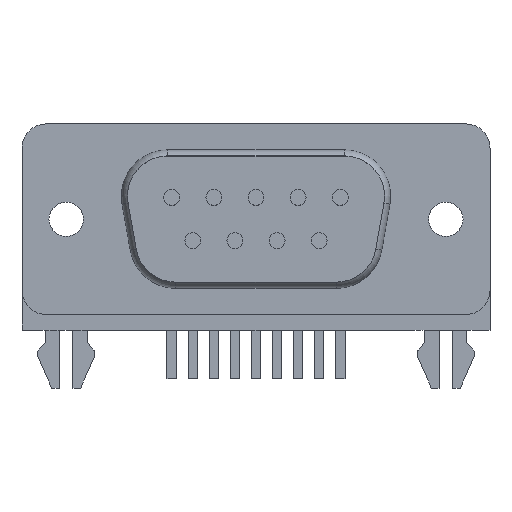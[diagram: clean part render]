
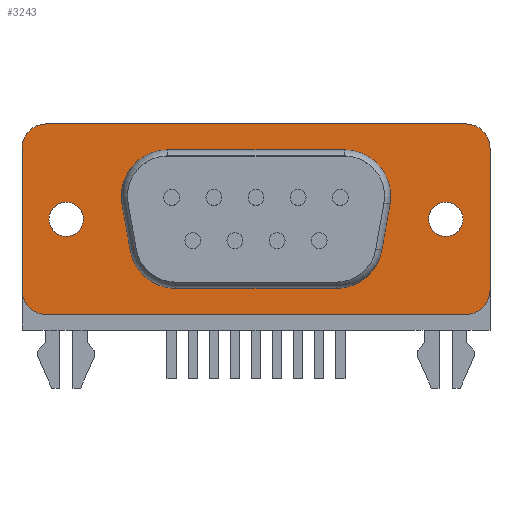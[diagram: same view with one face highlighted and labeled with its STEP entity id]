
A CAD part, top view. The second image highlights one B-rep face of the part: STEP entity #3243.
In plain terms, the highlighted planar face has unit normal (0, 0, 1).
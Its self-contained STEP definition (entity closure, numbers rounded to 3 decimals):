
#165=CARTESIAN_POINT('',(-5.818,1.513,-6.1));
#166=DIRECTION('',(0.,0.,1.));
#167=DIRECTION('',(0.,1.,0.));
#168=AXIS2_PLACEMENT_3D('',#165,#166,#167);
#178=DIRECTION('',(0.174,-0.985,0.));
#179=VECTOR('',#178,3.073);
#180=CARTESIAN_POINT('',(-8.814,0.985,-6.1));
#181=LINE('',#180,#179);
#201=CARTESIAN_POINT('',(-5.285,-1.513,-6.1));
#202=DIRECTION('',(0.,0.,1.));
#203=DIRECTION('',(-0.985,-0.174,0.));
#204=AXIS2_PLACEMENT_3D('',#201,#202,#203);
#214=DIRECTION('',(1.,0.,0.));
#215=VECTOR('',#214,10.569);
#216=CARTESIAN_POINT('',(-5.285,-4.555,-6.1));
#217=LINE('',#216,#215);
#305=DIRECTION('',(-1.,0.,0.));
#306=VECTOR('',#305,11.637);
#307=CARTESIAN_POINT('',(5.818,4.555,-6.1));
#308=LINE('',#307,#306);
#313=CARTESIAN_POINT('',(13.8,4.675,-6.1));
#314=DIRECTION('',(0.,0.,-1.));
#315=DIRECTION('',(0.,1.,0.));
#316=AXIS2_PLACEMENT_3D('',#313,#314,#315);
#318=DIRECTION('',(0.,-1.,0.));
#319=VECTOR('',#318,9.35);
#320=CARTESIAN_POINT('',(15.4,4.675,-6.1));
#321=LINE('',#320,#319);
#322=CARTESIAN_POINT('',(13.8,-4.675,-6.1));
#323=DIRECTION('',(0.,0.,-1.));
#324=DIRECTION('',(1.,0.,0.));
#325=AXIS2_PLACEMENT_3D('',#322,#323,#324);
#327=DIRECTION('',(-1.,0.,0.));
#328=VECTOR('',#327,27.6);
#329=CARTESIAN_POINT('',(13.8,-6.275,-6.1));
#330=LINE('',#329,#328);
#331=CARTESIAN_POINT('',(-13.8,-4.675,-6.1));
#332=DIRECTION('',(0.,0.,-1.));
#333=DIRECTION('',(0.,-1.,0.));
#334=AXIS2_PLACEMENT_3D('',#331,#332,#333);
#336=DIRECTION('',(0.,1.,0.));
#337=VECTOR('',#336,9.35);
#338=CARTESIAN_POINT('',(-15.4,-4.675,-6.1));
#339=LINE('',#338,#337);
#340=CARTESIAN_POINT('',(-13.8,4.675,-6.1));
#341=DIRECTION('',(0.,0.,-1.));
#342=DIRECTION('',(-1.,0.,0.));
#343=AXIS2_PLACEMENT_3D('',#340,#341,#342);
#345=DIRECTION('',(1.,0.,0.));
#346=VECTOR('',#345,27.6);
#347=CARTESIAN_POINT('',(-13.8,6.275,-6.1));
#348=LINE('',#347,#346);
#439=CARTESIAN_POINT('',(12.495,0.,-6.1));
#440=DIRECTION('',(0.,0.,1.));
#441=DIRECTION('',(1.,0.,0.));
#442=AXIS2_PLACEMENT_3D('',#439,#440,#441);
#444=CARTESIAN_POINT('',(12.495,0.,-6.1));
#445=DIRECTION('',(0.,0.,1.));
#446=DIRECTION('',(-1.,0.,0.));
#447=AXIS2_PLACEMENT_3D('',#444,#445,#446);
#449=CARTESIAN_POINT('',(-12.495,0.,-6.1));
#450=DIRECTION('',(0.,0.,1.));
#451=DIRECTION('',(1.,0.,0.));
#452=AXIS2_PLACEMENT_3D('',#449,#450,#451);
#454=CARTESIAN_POINT('',(-12.495,0.,-6.1));
#455=DIRECTION('',(0.,0.,1.));
#456=DIRECTION('',(-1.,0.,0.));
#457=AXIS2_PLACEMENT_3D('',#454,#455,#456);
#2070=CARTESIAN_POINT('',(5.285,-1.513,-6.1));
#2071=DIRECTION('',(0.,0.,1.));
#2072=DIRECTION('',(0.,-1.,0.));
#2073=AXIS2_PLACEMENT_3D('',#2070,#2071,#2072);
#2093=DIRECTION('',(0.174,0.985,0.));
#2094=VECTOR('',#2093,3.073);
#2095=CARTESIAN_POINT('',(8.28,-2.042,-6.1));
#2096=LINE('',#2095,#2094);
#2106=CARTESIAN_POINT('',(5.818,1.513,-6.1));
#2107=DIRECTION('',(0.,0.,1.));
#2108=DIRECTION('',(0.985,-0.174,0.));
#2109=AXIS2_PLACEMENT_3D('',#2106,#2107,#2108);
#2282=CARTESIAN_POINT('',(13.8,6.275,-6.1));
#2283=CARTESIAN_POINT('',(15.4,4.675,-6.1));
#2284=VERTEX_POINT('',#2282);
#2285=VERTEX_POINT('',#2283);
#2286=CARTESIAN_POINT('',(15.4,-4.675,-6.1));
#2287=VERTEX_POINT('',#2286);
#2288=CARTESIAN_POINT('',(13.8,-6.275,-6.1));
#2289=VERTEX_POINT('',#2288);
#2290=CARTESIAN_POINT('',(-13.8,-6.275,-6.1));
#2291=VERTEX_POINT('',#2290);
#2292=CARTESIAN_POINT('',(-15.4,-4.675,-6.1));
#2293=VERTEX_POINT('',#2292);
#2294=CARTESIAN_POINT('',(-15.4,4.675,-6.1));
#2295=VERTEX_POINT('',#2294);
#2296=CARTESIAN_POINT('',(-13.8,6.275,-6.1));
#2297=VERTEX_POINT('',#2296);
#2592=CARTESIAN_POINT('',(13.625,0.,-6.1));
#2593=CARTESIAN_POINT('',(11.365,0.,-6.1));
#2594=VERTEX_POINT('',#2592);
#2595=VERTEX_POINT('',#2593);
#2596=CARTESIAN_POINT('',(-11.365,0.,-6.1));
#2597=CARTESIAN_POINT('',(-13.625,0.,-6.1));
#2598=VERTEX_POINT('',#2596);
#2599=VERTEX_POINT('',#2597);
#2616=CARTESIAN_POINT('',(-5.818,4.555,-6.1));
#2617=CARTESIAN_POINT('',(-8.814,0.985,-6.1));
#2618=VERTEX_POINT('',#2616);
#2619=VERTEX_POINT('',#2617);
#2620=CARTESIAN_POINT('',(-8.28,-2.042,-6.1));
#2621=VERTEX_POINT('',#2620);
#2622=CARTESIAN_POINT('',(-5.285,-4.555,-6.1));
#2623=VERTEX_POINT('',#2622);
#2624=CARTESIAN_POINT('',(5.285,-4.555,-6.1));
#2625=VERTEX_POINT('',#2624);
#2626=CARTESIAN_POINT('',(8.28,-2.042,-6.1));
#2627=VERTEX_POINT('',#2626);
#2628=CARTESIAN_POINT('',(8.814,0.985,-6.1));
#2629=VERTEX_POINT('',#2628);
#2630=CARTESIAN_POINT('',(5.818,4.555,-6.1));
#2631=VERTEX_POINT('',#2630);
#3195=CARTESIAN_POINT('',(0.,0.,-6.1));
#3196=DIRECTION('',(0.,0.,-1.));
#3197=DIRECTION('',(-1.,0.,0.));
#3198=AXIS2_PLACEMENT_3D('',#3195,#3196,#3197);
#3199=PLANE('',#3198);
#3201=ORIENTED_EDGE('',*,*,#3200,.T.);
#3203=ORIENTED_EDGE('',*,*,#3202,.T.);
#3205=ORIENTED_EDGE('',*,*,#3204,.T.);
#3207=ORIENTED_EDGE('',*,*,#3206,.T.);
#3209=ORIENTED_EDGE('',*,*,#3208,.T.);
#3211=ORIENTED_EDGE('',*,*,#3210,.T.);
#3213=ORIENTED_EDGE('',*,*,#3212,.T.);
#3215=ORIENTED_EDGE('',*,*,#3214,.T.);
#3216=EDGE_LOOP('',(#3201,#3203,#3205,#3207,#3209,#3211,#3213,#3215));
#3217=FACE_OUTER_BOUND('',#3216,.F.);
#3218=ORIENTED_EDGE('',*,*,#3000,.T.);
#3219=ORIENTED_EDGE('',*,*,#3016,.T.);
#3220=ORIENTED_EDGE('',*,*,#3058,.T.);
#3221=ORIENTED_EDGE('',*,*,#3073,.T.);
#3223=ORIENTED_EDGE('',*,*,#3222,.T.);
#3225=ORIENTED_EDGE('',*,*,#3224,.T.);
#3227=ORIENTED_EDGE('',*,*,#3226,.T.);
#3228=ORIENTED_EDGE('',*,*,#3188,.T.);
#3229=EDGE_LOOP('',(#3218,#3219,#3220,#3221,#3223,#3225,#3227,#3228));
#3230=FACE_BOUND('',#3229,.F.);
#3232=ORIENTED_EDGE('',*,*,#3231,.T.);
#3234=ORIENTED_EDGE('',*,*,#3233,.T.);
#3235=EDGE_LOOP('',(#3232,#3234));
#3236=FACE_BOUND('',#3235,.F.);
#3238=ORIENTED_EDGE('',*,*,#3237,.T.);
#3240=ORIENTED_EDGE('',*,*,#3239,.T.);
#3241=EDGE_LOOP('',(#3238,#3240));
#3242=FACE_BOUND('',#3241,.F.);
#169=CIRCLE('',#168,3.042);
#205=CIRCLE('',#204,3.042);
#317=CIRCLE('',#316,1.6);
#326=CIRCLE('',#325,1.6);
#335=CIRCLE('',#334,1.6);
#344=CIRCLE('',#343,1.6);
#443=CIRCLE('',#442,1.13);
#448=CIRCLE('',#447,1.13);
#453=CIRCLE('',#452,1.13);
#458=CIRCLE('',#457,1.13);
#2074=CIRCLE('',#2073,3.042);
#2110=CIRCLE('',#2109,3.042);
#3000=EDGE_CURVE('',#2618,#2619,#169,.T.);
#3016=EDGE_CURVE('',#2619,#2621,#181,.T.);
#3058=EDGE_CURVE('',#2621,#2623,#205,.T.);
#3073=EDGE_CURVE('',#2623,#2625,#217,.T.);
#3188=EDGE_CURVE('',#2631,#2618,#308,.T.);
#3200=EDGE_CURVE('',#2284,#2285,#317,.T.);
#3202=EDGE_CURVE('',#2285,#2287,#321,.T.);
#3204=EDGE_CURVE('',#2287,#2289,#326,.T.);
#3206=EDGE_CURVE('',#2289,#2291,#330,.T.);
#3208=EDGE_CURVE('',#2291,#2293,#335,.T.);
#3210=EDGE_CURVE('',#2293,#2295,#339,.T.);
#3212=EDGE_CURVE('',#2295,#2297,#344,.T.);
#3214=EDGE_CURVE('',#2297,#2284,#348,.T.);
#3222=EDGE_CURVE('',#2625,#2627,#2074,.T.);
#3224=EDGE_CURVE('',#2627,#2629,#2096,.T.);
#3226=EDGE_CURVE('',#2629,#2631,#2110,.T.);
#3231=EDGE_CURVE('',#2594,#2595,#443,.T.);
#3233=EDGE_CURVE('',#2595,#2594,#448,.T.);
#3237=EDGE_CURVE('',#2598,#2599,#453,.T.);
#3239=EDGE_CURVE('',#2599,#2598,#458,.T.);
#3243=ADVANCED_FACE('',(#3217,#3230,#3236,#3242),#3199,.F.);
